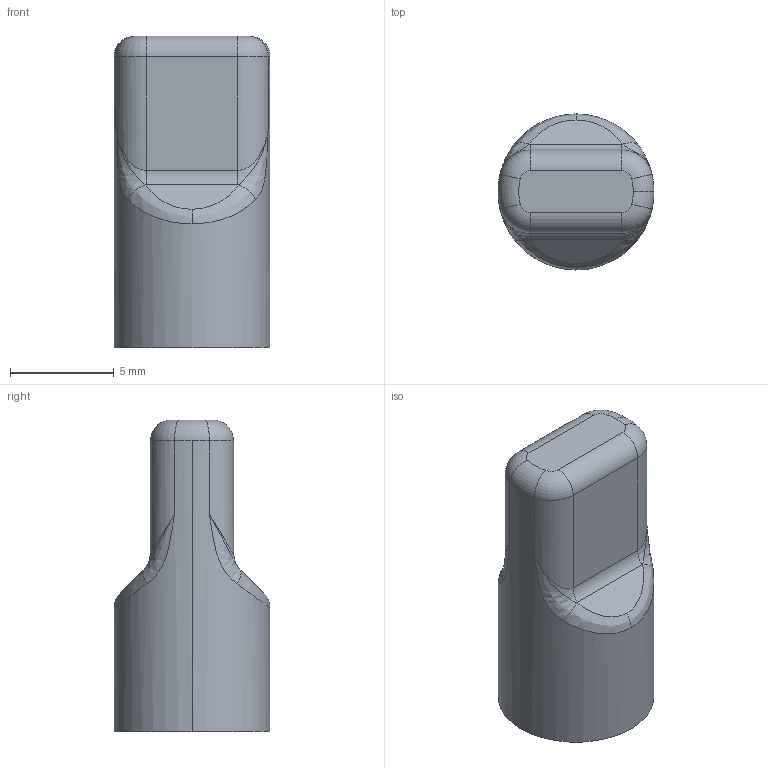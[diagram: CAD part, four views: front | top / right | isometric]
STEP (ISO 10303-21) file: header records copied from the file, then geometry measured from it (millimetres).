
FILE_DESCRIPTION (( 'STEP AP214' ), '1' );
FILE_NAME ('Thumbscrew.STEP', '2024-10-08T19:08:33', ( '' ), ( '' ), 'SwSTEP 2.0', 'SolidWorks 2024', '' );
FILE_SCHEMA (( 'AUTOMOTIVE_DESIGN' ));
Length unit declared in the file: millimetre
Products named in the file (1): Thumbscrew
Bounding box: 7.5 x 7.5 x 15 mm (x, y, z)
Volume: 341.4 mm3; surface area: 538.9 mm2
Topology: 1 solids, 1 shells, 46 faces, 106 edges, 58 vertices
Faces by surface type: cylinder 14, bspline 12, torus 7, plane 7, cone 6
Entity records: 1647 total; most frequent: CARTESIAN_POINT 697, ORIENTED_EDGE 200, DIRECTION 194, EDGE_CURVE 100, AXIS2_PLACEMENT_3D 83, VERTEX_POINT 58, EDGE_LOOP 48, CIRCLE 48
